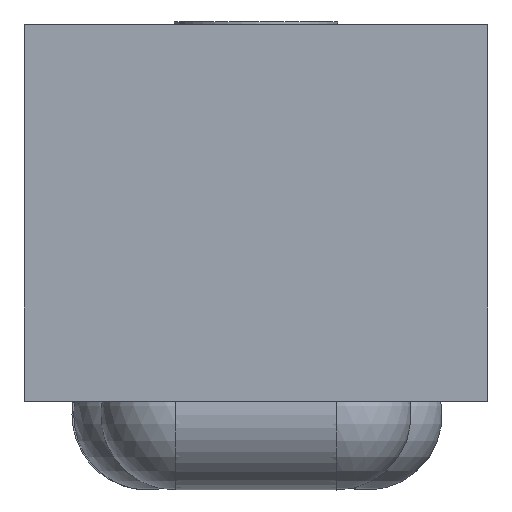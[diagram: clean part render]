
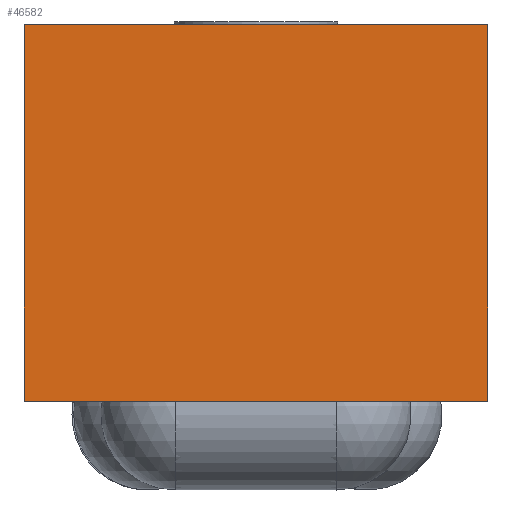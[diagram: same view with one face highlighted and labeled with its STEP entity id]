
A CAD part, front view. The second image highlights one B-rep face of the part: STEP entity #46582.
In plain terms, the highlighted planar face has unit normal (0, -1, 0).
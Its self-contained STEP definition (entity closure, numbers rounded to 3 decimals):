
#46477 = PLANE('',#46478);
#46478 = AXIS2_PLACEMENT_3D('',#46479,#46480,#46481);
#46479 = CARTESIAN_POINT('',(0.425,1.025,0.));
#46480 = DIRECTION('',(1.,0.,-0.));
#46481 = DIRECTION('',(0.,-1.,0.));
#46502 = VERTEX_POINT('',#46503);
#46503 = CARTESIAN_POINT('',(0.425,-1.025,0.69));
#46517 = PLANE('',#46518);
#46518 = AXIS2_PLACEMENT_3D('',#46519,#46520,#46521);
#46519 = CARTESIAN_POINT('',(0.425,1.025,0.69));
#46520 = DIRECTION('',(0.,0.,1.));
#46521 = DIRECTION('',(1.,0.,-0.));
#46529 = EDGE_CURVE('',#46530,#46502,#46532,.T.);
#46530 = VERTEX_POINT('',#46531);
#46531 = CARTESIAN_POINT('',(0.425,-1.025,0.));
#46532 = SURFACE_CURVE('',#46533,(#46537,#46544),.PCURVE_S1.);
#46533 = LINE('',#46534,#46535);
#46534 = CARTESIAN_POINT('',(0.425,-1.025,0.));
#46535 = VECTOR('',#46536,1.);
#46536 = DIRECTION('',(0.,0.,1.));
#46537 = PCURVE('',#46477,#46538);
#46538 = DEFINITIONAL_REPRESENTATION('',(#46539),#46543);
#46539 = LINE('',#46540,#46541);
#46540 = CARTESIAN_POINT('',(2.05,0.));
#46541 = VECTOR('',#46542,1.);
#46542 = DIRECTION('',(0.,-1.));
#46543 = ( GEOMETRIC_REPRESENTATION_CONTEXT(2) 
PARAMETRIC_REPRESENTATION_CONTEXT() REPRESENTATION_CONTEXT('2D SPACE',''
  ) );
#46544 = PCURVE('',#46545,#46550);
#46545 = PLANE('',#46546);
#46546 = AXIS2_PLACEMENT_3D('',#46547,#46548,#46549);
#46547 = CARTESIAN_POINT('',(0.425,-1.025,0.));
#46548 = DIRECTION('',(0.,-1.,0.));
#46549 = DIRECTION('',(-1.,0.,0.));
#46550 = DEFINITIONAL_REPRESENTATION('',(#46551),#46555);
#46551 = LINE('',#46552,#46553);
#46552 = CARTESIAN_POINT('',(0.,-0.));
#46553 = VECTOR('',#46554,1.);
#46554 = DIRECTION('',(0.,-1.));
#46555 = ( GEOMETRIC_REPRESENTATION_CONTEXT(2) 
PARAMETRIC_REPRESENTATION_CONTEXT() REPRESENTATION_CONTEXT('2D SPACE',''
  ) );
#46571 = PLANE('',#46572);
#46572 = AXIS2_PLACEMENT_3D('',#46573,#46574,#46575);
#46573 = CARTESIAN_POINT('',(0.425,1.025,0.));
#46574 = DIRECTION('',(0.,0.,1.));
#46575 = DIRECTION('',(1.,0.,-0.));
#46582 = ADVANCED_FACE('',(#46583),#46545,.T.);
#46583 = FACE_BOUND('',#46584,.T.);
#46584 = EDGE_LOOP('',(#46585,#46586,#46609,#46637));
#46585 = ORIENTED_EDGE('',*,*,#46529,.T.);
#46586 = ORIENTED_EDGE('',*,*,#46587,.T.);
#46587 = EDGE_CURVE('',#46502,#46588,#46590,.T.);
#46588 = VERTEX_POINT('',#46589);
#46589 = CARTESIAN_POINT('',(-0.425,-1.025,0.69));
#46590 = SURFACE_CURVE('',#46591,(#46595,#46602),.PCURVE_S1.);
#46591 = LINE('',#46592,#46593);
#46592 = CARTESIAN_POINT('',(0.425,-1.025,0.69));
#46593 = VECTOR('',#46594,1.);
#46594 = DIRECTION('',(-1.,0.,0.));
#46595 = PCURVE('',#46545,#46596);
#46596 = DEFINITIONAL_REPRESENTATION('',(#46597),#46601);
#46597 = LINE('',#46598,#46599);
#46598 = CARTESIAN_POINT('',(0.,-0.69));
#46599 = VECTOR('',#46600,1.);
#46600 = DIRECTION('',(1.,0.));
#46601 = ( GEOMETRIC_REPRESENTATION_CONTEXT(2) 
PARAMETRIC_REPRESENTATION_CONTEXT() REPRESENTATION_CONTEXT('2D SPACE',''
  ) );
#46602 = PCURVE('',#46517,#46603);
#46603 = DEFINITIONAL_REPRESENTATION('',(#46604),#46608);
#46604 = LINE('',#46605,#46606);
#46605 = CARTESIAN_POINT('',(0.,-2.05));
#46606 = VECTOR('',#46607,1.);
#46607 = DIRECTION('',(-1.,0.));
#46608 = ( GEOMETRIC_REPRESENTATION_CONTEXT(2) 
PARAMETRIC_REPRESENTATION_CONTEXT() REPRESENTATION_CONTEXT('2D SPACE',''
  ) );
#46609 = ORIENTED_EDGE('',*,*,#46610,.F.);
#46610 = EDGE_CURVE('',#46611,#46588,#46613,.T.);
#46611 = VERTEX_POINT('',#46612);
#46612 = CARTESIAN_POINT('',(-0.425,-1.025,0.));
#46613 = SURFACE_CURVE('',#46614,(#46618,#46625),.PCURVE_S1.);
#46614 = LINE('',#46615,#46616);
#46615 = CARTESIAN_POINT('',(-0.425,-1.025,0.));
#46616 = VECTOR('',#46617,1.);
#46617 = DIRECTION('',(0.,0.,1.));
#46618 = PCURVE('',#46545,#46619);
#46619 = DEFINITIONAL_REPRESENTATION('',(#46620),#46624);
#46620 = LINE('',#46621,#46622);
#46621 = CARTESIAN_POINT('',(0.85,0.));
#46622 = VECTOR('',#46623,1.);
#46623 = DIRECTION('',(0.,-1.));
#46624 = ( GEOMETRIC_REPRESENTATION_CONTEXT(2) 
PARAMETRIC_REPRESENTATION_CONTEXT() REPRESENTATION_CONTEXT('2D SPACE',''
  ) );
#46625 = PCURVE('',#46626,#46631);
#46626 = PLANE('',#46627);
#46627 = AXIS2_PLACEMENT_3D('',#46628,#46629,#46630);
#46628 = CARTESIAN_POINT('',(-0.425,-1.025,0.));
#46629 = DIRECTION('',(-1.,0.,0.));
#46630 = DIRECTION('',(0.,1.,0.));
#46631 = DEFINITIONAL_REPRESENTATION('',(#46632),#46636);
#46632 = LINE('',#46633,#46634);
#46633 = CARTESIAN_POINT('',(0.,0.));
#46634 = VECTOR('',#46635,1.);
#46635 = DIRECTION('',(0.,-1.));
#46636 = ( GEOMETRIC_REPRESENTATION_CONTEXT(2) 
PARAMETRIC_REPRESENTATION_CONTEXT() REPRESENTATION_CONTEXT('2D SPACE',''
  ) );
#46637 = ORIENTED_EDGE('',*,*,#46638,.F.);
#46638 = EDGE_CURVE('',#46530,#46611,#46639,.T.);
#46639 = SURFACE_CURVE('',#46640,(#46644,#46651),.PCURVE_S1.);
#46640 = LINE('',#46641,#46642);
#46641 = CARTESIAN_POINT('',(0.425,-1.025,0.));
#46642 = VECTOR('',#46643,1.);
#46643 = DIRECTION('',(-1.,0.,0.));
#46644 = PCURVE('',#46545,#46645);
#46645 = DEFINITIONAL_REPRESENTATION('',(#46646),#46650);
#46646 = LINE('',#46647,#46648);
#46647 = CARTESIAN_POINT('',(0.,-0.));
#46648 = VECTOR('',#46649,1.);
#46649 = DIRECTION('',(1.,0.));
#46650 = ( GEOMETRIC_REPRESENTATION_CONTEXT(2) 
PARAMETRIC_REPRESENTATION_CONTEXT() REPRESENTATION_CONTEXT('2D SPACE',''
  ) );
#46651 = PCURVE('',#46571,#46652);
#46652 = DEFINITIONAL_REPRESENTATION('',(#46653),#46657);
#46653 = LINE('',#46654,#46655);
#46654 = CARTESIAN_POINT('',(0.,-2.05));
#46655 = VECTOR('',#46656,1.);
#46656 = DIRECTION('',(-1.,0.));
#46657 = ( GEOMETRIC_REPRESENTATION_CONTEXT(2) 
PARAMETRIC_REPRESENTATION_CONTEXT() REPRESENTATION_CONTEXT('2D SPACE',''
  ) );
